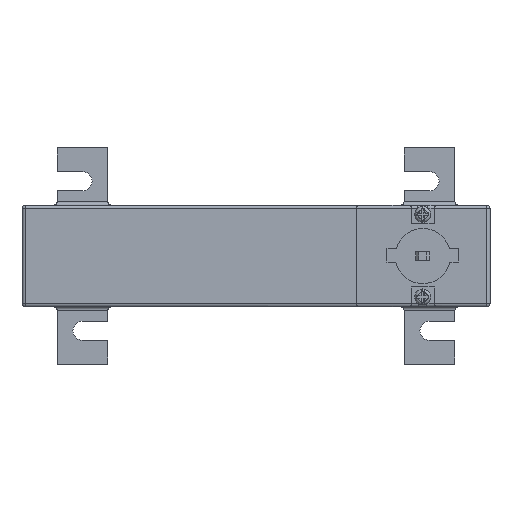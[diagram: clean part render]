
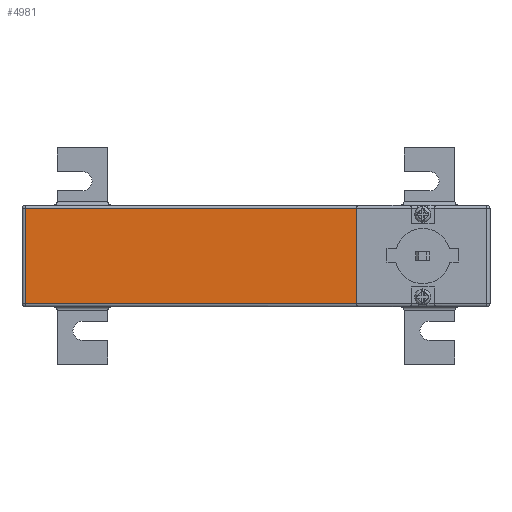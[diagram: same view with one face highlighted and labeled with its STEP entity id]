
A CAD part, front view. The second image highlights one B-rep face of the part: STEP entity #4981.
In plain terms, the highlighted planar face has unit normal (0, -1, 0).
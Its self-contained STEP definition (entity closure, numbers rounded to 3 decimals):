
#180 = DIRECTION ( 'NONE',  ( 0., 0., 1. ) ) ;
#984 = LINE ( 'NONE', #1522, #1281 ) ;
#1040 = FACE_OUTER_BOUND ( 'NONE', #5104, .T. ) ;
#1112 = ORIENTED_EDGE ( 'NONE', *, *, #3431, .T. ) ;
#1142 = VECTOR ( 'NONE', #1850, 1000. ) ;
#1221 = VERTEX_POINT ( 'NONE', #5503 ) ;
#1281 = VECTOR ( 'NONE', #180, 1000. ) ;
#1325 = ORIENTED_EDGE ( 'NONE', *, *, #4180, .T. ) ;
#1350 = LINE ( 'NONE', #4668, #4516 ) ;
#1461 = CARTESIAN_POINT ( 'NONE',  ( 51., -123., 1. ) ) ;
#1522 = CARTESIAN_POINT ( 'NONE',  ( 51., -123., 0. ) ) ;
#1784 = ORIENTED_EDGE ( 'NONE', *, *, #3579, .T. ) ;
#1850 = DIRECTION ( 'NONE',  ( 0., 0., -1. ) ) ;
#2047 = CARTESIAN_POINT ( 'NONE',  ( 51., -123., 0. ) ) ;
#2436 = DIRECTION ( 'NONE',  ( -1., 0., 0. ) ) ;
#2472 = CARTESIAN_POINT ( 'NONE',  ( 51., -123., 1. ) ) ;
#2488 = DIRECTION ( 'NONE',  ( 1., 0., 0. ) ) ;
#2936 = LINE ( 'NONE', #3167, #1142 ) ;
#3167 = CARTESIAN_POINT ( 'NONE',  ( -53., -123., 0. ) ) ;
#3221 = LINE ( 'NONE', #2472, #5577 ) ;
#3254 = VERTEX_POINT ( 'NONE', #1461 ) ;
#3339 = PLANE ( 'NONE',  #5668 ) ;
#3385 = DIRECTION ( 'NONE',  ( 0., -1., 0. ) ) ;
#3431 = EDGE_CURVE ( 'NONE', #4509, #3254, #3221, .T. ) ;
#3579 = EDGE_CURVE ( 'NONE', #4814, #4509, #2936, .T. ) ;
#3812 = ORIENTED_EDGE ( 'NONE', *, *, #4091, .T. ) ;
#3886 = CARTESIAN_POINT ( 'NONE',  ( -53., -123., 31. ) ) ;
#4091 = EDGE_CURVE ( 'NONE', #1221, #4814, #1350, .T. ) ;
#4180 = EDGE_CURVE ( 'NONE', #3254, #1221, #984, .T. ) ;
#4509 = VERTEX_POINT ( 'NONE', #5665 ) ;
#4516 = VECTOR ( 'NONE', #2436, 1000. ) ;
#4668 = CARTESIAN_POINT ( 'NONE',  ( -54., -123., 31. ) ) ;
#4814 = VERTEX_POINT ( 'NONE', #3886 ) ;
#4981 = ADVANCED_FACE ( 'NONE', ( #1040 ), #3339, .T. ) ;
#5104 = EDGE_LOOP ( 'NONE', ( #1784, #1112, #1325, #3812 ) ) ;
#5169 = DIRECTION ( 'NONE',  ( 1., 0., 0. ) ) ;
#5503 = CARTESIAN_POINT ( 'NONE',  ( 51., -123., 31. ) ) ;
#5577 = VECTOR ( 'NONE', #2488, 1000. ) ;
#5665 = CARTESIAN_POINT ( 'NONE',  ( -53., -123., 1. ) ) ;
#5668 = AXIS2_PLACEMENT_3D ( 'NONE', #2047, #3385, #5169 ) ;
